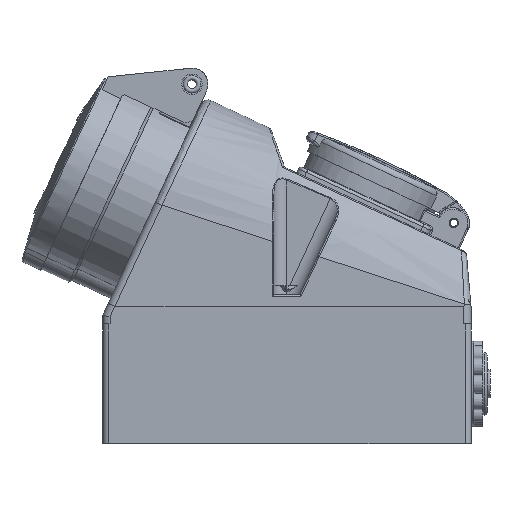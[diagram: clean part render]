
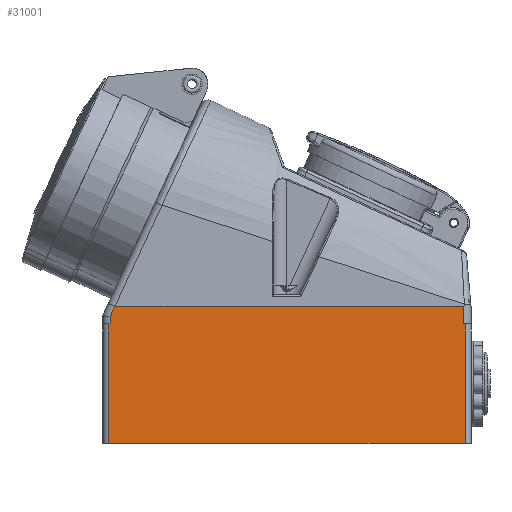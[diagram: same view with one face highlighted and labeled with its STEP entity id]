
A CAD part, left-side view. The second image highlights one B-rep face of the part: STEP entity #31001.
In plain terms, the highlighted planar face has unit normal (-1, 0, 0).
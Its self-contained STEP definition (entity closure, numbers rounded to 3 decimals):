
#4639=FACE_OUTER_BOUND('',#6481,.T.);
#6481=EDGE_LOOP('',(#26194,#26195,#26196,#26197,#26198,#26199,#26200,#26201,
#26202));
#7716=LINE('',#51367,#9958);
#7719=LINE('',#51378,#9961);
#7740=LINE('',#51602,#9982);
#7741=LINE('',#51604,#9983);
#7784=LINE('',#52849,#10026);
#7785=LINE('',#52852,#10027);
#7992=LINE('',#53606,#10234);
#8017=LINE('',#53687,#10259);
#8021=LINE('',#53694,#10263);
#9958=VECTOR('',#36287,10.);
#9961=VECTOR('',#36296,10.);
#9982=VECTOR('',#36349,10.);
#9983=VECTOR('',#36352,10.);
#10026=VECTOR('',#36511,10.);
#10027=VECTOR('',#36514,10.);
#10234=VECTOR('',#37169,10.);
#10259=VECTOR('',#37248,10.);
#10263=VECTOR('',#37258,10.);
#12428=VERTEX_POINT('',#51364);
#12429=VERTEX_POINT('',#51366);
#12433=VERTEX_POINT('',#51375);
#12434=VERTEX_POINT('',#51377);
#12476=VERTEX_POINT('',#51599);
#12527=VERTEX_POINT('',#52847);
#12528=VERTEX_POINT('',#52851);
#12750=VERTEX_POINT('',#53603);
#12751=VERTEX_POINT('',#53605);
#15942=EDGE_CURVE('',#12428,#12429,#7716,.T.);
#15947=EDGE_CURVE('',#12434,#12433,#7719,.T.);
#15997=EDGE_CURVE('',#12434,#12476,#7740,.T.);
#15998=EDGE_CURVE('',#12429,#12433,#7741,.T.);
#16109=EDGE_CURVE('',#12527,#12428,#7784,.T.);
#16110=EDGE_CURVE('',#12476,#12528,#7785,.T.);
#16443=EDGE_CURVE('',#12750,#12751,#7992,.T.);
#16487=EDGE_CURVE('',#12751,#12527,#8017,.T.);
#16491=EDGE_CURVE('',#12528,#12750,#8021,.T.);
#26194=ORIENTED_EDGE('',*,*,#16487,.F.);
#26195=ORIENTED_EDGE('',*,*,#16443,.F.);
#26196=ORIENTED_EDGE('',*,*,#16491,.F.);
#26197=ORIENTED_EDGE('',*,*,#16110,.F.);
#26198=ORIENTED_EDGE('',*,*,#15997,.F.);
#26199=ORIENTED_EDGE('',*,*,#15947,.T.);
#26200=ORIENTED_EDGE('',*,*,#15998,.F.);
#26201=ORIENTED_EDGE('',*,*,#15942,.F.);
#26202=ORIENTED_EDGE('',*,*,#16109,.F.);
#27727=PLANE('',#32924);
#31001=ADVANCED_FACE('',(#4639),#27727,.T.);
#32924=AXIS2_PLACEMENT_3D('',#68911,#38623,#38624);
#36287=DIRECTION('',(0.,0.,1.));
#36296=DIRECTION('',(0.,1.,0.));
#36349=DIRECTION('',(0.,0.,-1.));
#36352=DIRECTION('',(0.,-0.423,0.906));
#36511=DIRECTION('',(0.,-1.,0.));
#36514=DIRECTION('',(0.,-1.,0.));
#37169=DIRECTION('',(0.,1.,0.));
#37248=DIRECTION('',(0.,0.,1.));
#37258=DIRECTION('',(0.,0.,-1.));
#38623=DIRECTION('center_axis',(-1.,0.,0.));
#38624=DIRECTION('ref_axis',(0.,0.,
1.));
#51364=CARTESIAN_POINT('',(-41.5,60.5,0.));
#51366=CARTESIAN_POINT('',(-41.5,60.5,2.446));
#51367=CARTESIAN_POINT('',(-41.5,60.5,13.797));
#51375=CARTESIAN_POINT('',(-41.5,58.843,6.));
#51377=CARTESIAN_POINT('',(-41.5,-60.5,6.));
#51378=CARTESIAN_POINT('',(-41.5,31.68,6.));
#51599=CARTESIAN_POINT('',(-41.5,-60.5,0.));
#51602=CARTESIAN_POINT('',(-41.5,-60.5,16.797));
#51604=CARTESIAN_POINT('',(-41.5,50.43,24.04));
#52847=CARTESIAN_POINT('',(-41.5,61.,0.));
#52849=CARTESIAN_POINT('',(-41.5,-30.25,0.));
#52851=CARTESIAN_POINT('',(-41.5,-61.,0.));
#52852=CARTESIAN_POINT('',(-41.5,-30.25,0.));
#53603=CARTESIAN_POINT('',(-41.5,-61.,-41.));
#53605=CARTESIAN_POINT('',(-41.5,61.,-41.));
#53606=CARTESIAN_POINT('',(-41.5,-30.25,-41.));
#53687=CARTESIAN_POINT('',(-41.5,61.,0.));
#53694=CARTESIAN_POINT('',(-41.5,-61.,0.));
#68911=CARTESIAN_POINT('Origin',(-41.5,60.5,0.));
